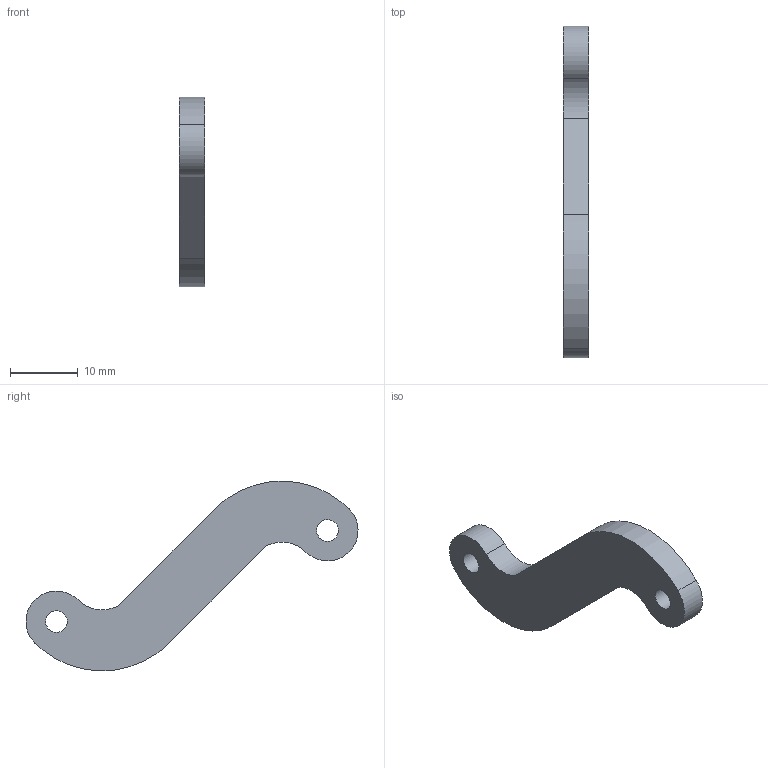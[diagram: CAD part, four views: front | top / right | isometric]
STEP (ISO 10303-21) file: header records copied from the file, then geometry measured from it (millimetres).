
FILE_DESCRIPTION(('FreeCAD Model'),'2;1');
FILE_NAME('C-S2-S3.step','2015-12-26T10:41:29',('Author'),('') ,'Open CASCADE STEP processor 6.8','FreeCAD','Unknown');
FILE_SCHEMA(('AUTOMOTIVE_DESIGN_CC2 { 1 2 10303 214 -1 1 5 4 }'));
Length unit declared in the file: millimetre
Products named in the file (1): Clone_of_S2-S3_Base
Bounding box: 3.8 x 49 x 27.99 mm (x, y, z)
Volume: 1859 mm3; surface area: 1531.3 mm2
Topology: 1 solids, 1 shells, 12 faces, 30 edges, 20 vertices
Faces by surface type: bspline 12
Entity records: 819 total; most frequent: CARTESIAN_POINT 425, ORIENTED_EDGE 60, PCURVE 60, DEFINITIONAL_REPRESENTATION 60, B_SPLINE_CURVE_WITH_KNOTS 58, EDGE_CURVE 30, SURFACE_CURVE 28, VERTEX_POINT 20
